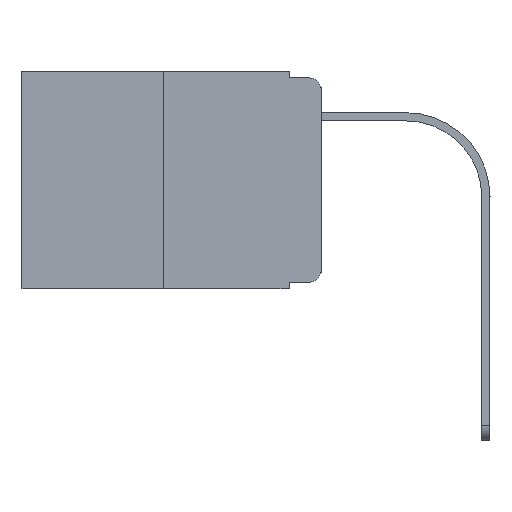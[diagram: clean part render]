
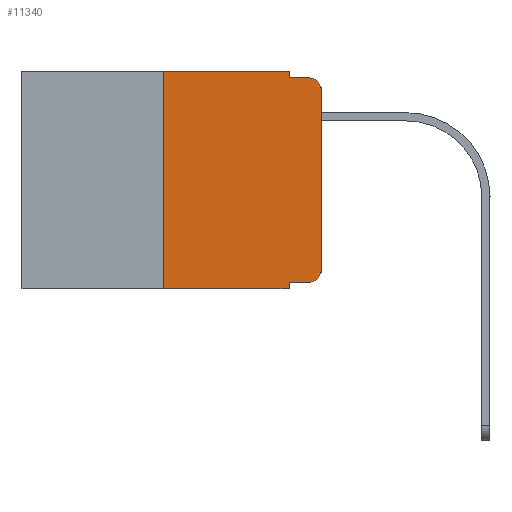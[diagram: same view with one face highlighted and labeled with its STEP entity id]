
A CAD part, left-side view. The second image highlights one B-rep face of the part: STEP entity #11340.
In plain terms, the highlighted planar face has unit normal (-1, 0, 0).
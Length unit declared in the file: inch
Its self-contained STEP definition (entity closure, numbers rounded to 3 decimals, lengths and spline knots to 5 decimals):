
#173 = ORIENTED_EDGE ( 'NONE', *, *, #17962, .T. ) ;
#234 = FACE_OUTER_BOUND ( 'NONE', #3814, .T. ) ;
#779 = VERTEX_POINT ( 'NONE', #5824 ) ;
#926 = ORIENTED_EDGE ( 'NONE', *, *, #1449, .F. ) ;
#982 = CARTESIAN_POINT ( 'NONE',  ( 0., 0.051, -0.01 ) ) ;
#1183 = DIRECTION ( 'NONE',  ( -1., 0., 0. ) ) ;
#1275 = DIRECTION ( 'NONE',  ( 0., -1., 0. ) ) ;
#1377 = DIRECTION ( 'NONE',  ( 0., 0., -1. ) ) ;
#1398 = DIRECTION ( 'NONE',  ( 0., 0., 1. ) ) ;
#1413 = CARTESIAN_POINT ( 'NONE',  ( 0., 0.02, -0.03 ) ) ;
#1449 = EDGE_CURVE ( 'NONE', #7771, #12962, #8293, .T. ) ;
#1939 = CARTESIAN_POINT ( 'NONE',  ( 0., 0., -0.03 ) ) ;
#2093 = LINE ( 'NONE', #11405, #6299 ) ;
#2131 = DIRECTION ( 'NONE',  ( 0., 0., -1. ) ) ;
#2284 = ORIENTED_EDGE ( 'NONE', *, *, #5659, .T. ) ;
#2755 = CARTESIAN_POINT ( 'NONE',  ( 0., 0.02, -0.333 ) ) ;
#2837 = CARTESIAN_POINT ( 'NONE',  ( 0., 0.02, -0.313 ) ) ;
#2949 = CARTESIAN_POINT ( 'NONE',  ( 0., 0.25, 0. ) ) ;
#3124 = AXIS2_PLACEMENT_3D ( 'NONE', #1413, #7361, #10827 ) ;
#3303 = CARTESIAN_POINT ( 'NONE',  ( 0., 0.051, 0. ) ) ;
#3633 = ORIENTED_EDGE ( 'NONE', *, *, #9309, .T. ) ;
#3814 = EDGE_LOOP ( 'NONE', ( #2284, #11155, #926, #4241, #15307, #14327, #3633, #10758, #173, #16176 ) ) ;
#3937 = DIRECTION ( 'NONE',  ( 0., -1., 0. ) ) ;
#4241 = ORIENTED_EDGE ( 'NONE', *, *, #16193, .F. ) ;
#4427 = VECTOR ( 'NONE', #10016, 39.37008 ) ;
#4847 = CARTESIAN_POINT ( 'NONE',  ( 0., 0.051, -0.333 ) ) ;
#5006 = DIRECTION ( 'NONE',  ( 1., 0., 0. ) ) ;
#5081 = VECTOR ( 'NONE', #2131, 39.37008 ) ;
#5147 = LINE ( 'NONE', #18478, #5081 ) ;
#5456 = LINE ( 'NONE', #7213, #4427 ) ;
#5659 = EDGE_CURVE ( 'NONE', #11042, #15555, #5456, .T. ) ;
#5820 = CARTESIAN_POINT ( 'NONE',  ( 0., 0.051, -0.343 ) ) ;
#5824 = CARTESIAN_POINT ( 'NONE',  ( 0., 0.25, -0.343 ) ) ;
#6299 = VECTOR ( 'NONE', #1398, 39.37008 ) ;
#6421 = EDGE_CURVE ( 'NONE', #11598, #11042, #18878, .T. ) ;
#7213 = CARTESIAN_POINT ( 'NONE',  ( 0., 0., 0. ) ) ;
#7234 = DIRECTION ( 'NONE',  ( 0., -1., 0. ) ) ;
#7361 = DIRECTION ( 'NONE',  ( -1., 0., 0. ) ) ;
#7771 = VERTEX_POINT ( 'NONE', #15907 ) ;
#8293 = LINE ( 'NONE', #982, #8402 ) ;
#8402 = VECTOR ( 'NONE', #18598, 39.37008 ) ;
#8679 = LINE ( 'NONE', #14421, #11144 ) ;
#9192 = PLANE ( 'NONE',  #11506 ) ;
#9309 = EDGE_CURVE ( 'NONE', #779, #15792, #8679, .T. ) ;
#10016 = DIRECTION ( 'NONE',  ( 0., 0., 1. ) ) ;
#10371 = VERTEX_POINT ( 'NONE', #3303 ) ;
#10758 = ORIENTED_EDGE ( 'NONE', *, *, #15747, .F. ) ;
#10798 = AXIS2_PLACEMENT_3D ( 'NONE', #2837, #1183, #1377 ) ;
#10827 = DIRECTION ( 'NONE',  ( 0., 0., -1. ) ) ;
#11042 = VERTEX_POINT ( 'NONE', #14355 ) ;
#11144 = VECTOR ( 'NONE', #1275, 39.37008 ) ;
#11155 = ORIENTED_EDGE ( 'NONE', *, *, #11209, .T. ) ;
#11209 = EDGE_CURVE ( 'NONE', #15555, #12962, #12764, .T. ) ;
#11340 = ADVANCED_FACE ( 'NONE', ( #234 ), #9192, .F. ) ;
#11405 = CARTESIAN_POINT ( 'NONE',  ( 0., 0.25, 0. ) ) ;
#11506 = AXIS2_PLACEMENT_3D ( 'NONE', #12190, #5006, #12096 ) ;
#11523 = VERTEX_POINT ( 'NONE', #2949 ) ;
#11598 = VERTEX_POINT ( 'NONE', #2755 ) ;
#11898 = VECTOR ( 'NONE', #7234, 39.37008 ) ;
#12096 = DIRECTION ( 'NONE',  ( 0., 0., -1. ) ) ;
#12190 = CARTESIAN_POINT ( 'NONE',  ( 0., 0.473, 0. ) ) ;
#12506 = CARTESIAN_POINT ( 'NONE',  ( 0., 0.051, 0. ) ) ;
#12764 = CIRCLE ( 'NONE', #3124, 0.02 ) ;
#12962 = VERTEX_POINT ( 'NONE', #18031 ) ;
#14327 = ORIENTED_EDGE ( 'NONE', *, *, #17841, .F. ) ;
#14355 = CARTESIAN_POINT ( 'NONE',  ( 0., 0., -0.313 ) ) ;
#14373 = VECTOR ( 'NONE', #3937, 39.37008 ) ;
#14421 = CARTESIAN_POINT ( 'NONE',  ( 0., 0.473, -0.343 ) ) ;
#14961 = EDGE_CURVE ( 'NONE', #11523, #10371, #17557, .T. ) ;
#15053 = VECTOR ( 'NONE', #18455, 39.37008 ) ;
#15307 = ORIENTED_EDGE ( 'NONE', *, *, #14961, .F. ) ;
#15444 = LINE ( 'NONE', #12506, #15053 ) ;
#15555 = VERTEX_POINT ( 'NONE', #1939 ) ;
#15747 = EDGE_CURVE ( 'NONE', #18952, #15792, #5147, .T. ) ;
#15792 = VERTEX_POINT ( 'NONE', #5820 ) ;
#15907 = CARTESIAN_POINT ( 'NONE',  ( 0., 0.051, -0.01 ) ) ;
#16176 = ORIENTED_EDGE ( 'NONE', *, *, #6421, .T. ) ;
#16193 = EDGE_CURVE ( 'NONE', #10371, #7771, #15444, .T. ) ;
#16276 = CARTESIAN_POINT ( 'NONE',  ( 0., 0.473, 0. ) ) ;
#17274 = LINE ( 'NONE', #17460, #14373 ) ;
#17460 = CARTESIAN_POINT ( 'NONE',  ( 0., 0.051, -0.333 ) ) ;
#17557 = LINE ( 'NONE', #16276, #11898 ) ;
#17841 = EDGE_CURVE ( 'NONE', #779, #11523, #2093, .T. ) ;
#17962 = EDGE_CURVE ( 'NONE', #18952, #11598, #17274, .T. ) ;
#18031 = CARTESIAN_POINT ( 'NONE',  ( 0., 0.02, -0.01 ) ) ;
#18455 = DIRECTION ( 'NONE',  ( 0., 0., -1. ) ) ;
#18478 = CARTESIAN_POINT ( 'NONE',  ( 0., 0.051, 0. ) ) ;
#18598 = DIRECTION ( 'NONE',  ( 0., -1., 0. ) ) ;
#18878 = CIRCLE ( 'NONE', #10798, 0.02 ) ;
#18952 = VERTEX_POINT ( 'NONE', #4847 ) ;
